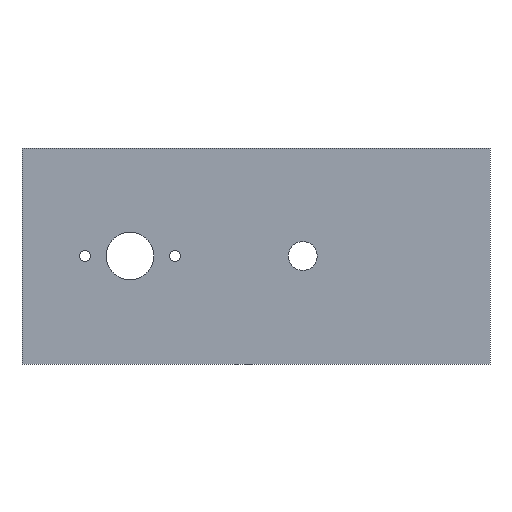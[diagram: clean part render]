
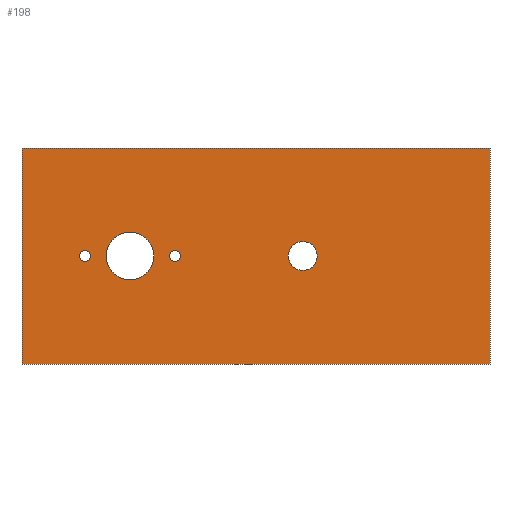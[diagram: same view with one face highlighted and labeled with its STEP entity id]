
A CAD part, left-side view. The second image highlights one B-rep face of the part: STEP entity #198.
In plain terms, the highlighted planar face has unit normal (-1, 0, 0).
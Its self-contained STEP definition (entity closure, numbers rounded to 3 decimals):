
#19=FACE_BOUND('',#53,.T.);
#20=FACE_BOUND('',#54,.T.);
#21=FACE_BOUND('',#55,.T.);
#22=FACE_BOUND('',#56,.T.);
#28=PLANE('',#230);
#38=FACE_OUTER_BOUND('',#52,.T.);
#52=EDGE_LOOP('',(#177,#178,#179,#180));
#53=EDGE_LOOP('',(#181));
#54=EDGE_LOOP('',(#182));
#55=EDGE_LOOP('',(#183));
#56=EDGE_LOOP('',(#184));
#63=LINE('',#317,#79);
#66=LINE('',#323,#82);
#69=LINE('',#329,#85);
#72=LINE('',#333,#88);
#79=VECTOR('',#265,10.);
#82=VECTOR('',#270,10.);
#85=VECTOR('',#275,10.);
#88=VECTOR('',#280,10.);
#89=CIRCLE('',#214,4.);
#91=CIRCLE('',#217,1.5);
#93=CIRCLE('',#220,6.6);
#95=CIRCLE('',#223,1.5);
#97=VERTEX_POINT('',#287);
#99=VERTEX_POINT('',#293);
#101=VERTEX_POINT('',#299);
#103=VERTEX_POINT('',#305);
#107=VERTEX_POINT('',#314);
#108=VERTEX_POINT('',#316);
#110=VERTEX_POINT('',#322);
#112=VERTEX_POINT('',#328);
#113=EDGE_CURVE('',#97,#97,#89,.T.);
#116=EDGE_CURVE('',#99,#99,#91,.T.);
#119=EDGE_CURVE('',#101,#101,#93,.T.);
#122=EDGE_CURVE('',#103,#103,#95,.T.);
#127=EDGE_CURVE('',#108,#107,#63,.T.);
#130=EDGE_CURVE('',#110,#108,#66,.T.);
#133=EDGE_CURVE('',#112,#110,#69,.T.);
#136=EDGE_CURVE('',#107,#112,#72,.T.);
#177=ORIENTED_EDGE('',*,*,#136,.T.);
#178=ORIENTED_EDGE('',*,*,#133,.T.);
#179=ORIENTED_EDGE('',*,*,#130,.T.);
#180=ORIENTED_EDGE('',*,*,#127,.T.);
#181=ORIENTED_EDGE('',*,*,#113,.T.);
#182=ORIENTED_EDGE('',*,*,#122,.T.);
#183=ORIENTED_EDGE('',*,*,#119,.T.);
#184=ORIENTED_EDGE('',*,*,#116,.T.);
#198=ADVANCED_FACE('',(#38,#19,#20,#21,#22),#28,.F.);
#214=AXIS2_PLACEMENT_3D('',#288,#235,#236);
#217=AXIS2_PLACEMENT_3D('',#294,#242,#243);
#220=AXIS2_PLACEMENT_3D('',#300,#249,#250);
#223=AXIS2_PLACEMENT_3D('',#306,#256,#257);
#230=AXIS2_PLACEMENT_3D('',#335,#283,#284);
#235=DIRECTION('center_axis',(1.,0.,0.));
#236=DIRECTION('ref_axis',(0.,-1.,0.));
#242=DIRECTION('center_axis',(1.,0.,0.));
#243=DIRECTION('ref_axis',(0.,1.,0.));
#249=DIRECTION('center_axis',(1.,0.,0.));
#250=DIRECTION('ref_axis',(0.,1.,0.));
#256=DIRECTION('center_axis',(1.,0.,0.));
#257=DIRECTION('ref_axis',(0.,1.,0.));
#265=DIRECTION('',(0.,1.,0.));
#270=DIRECTION('',(0.,0.,1.));
#275=DIRECTION('',(0.,-1.,0.));
#280=DIRECTION('',(0.,0.,-1.));
#283=DIRECTION('center_axis',(1.,0.,0.));
#284=DIRECTION('ref_axis',(0.,1.,0.));
#287=CARTESIAN_POINT('',(-4.,-44.,0.));
#288=CARTESIAN_POINT('Origin',(-4.,-48.,0.));
#293=CARTESIAN_POINT('',(-4.,11.,0.));
#294=CARTESIAN_POINT('Origin',(-4.,12.5,0.));
#299=CARTESIAN_POINT('',(-4.,-6.6,0.));
#300=CARTESIAN_POINT('Origin',(-4.,0.,0.));
#305=CARTESIAN_POINT('',(-4.,-14.,0.));
#306=CARTESIAN_POINT('Origin',(-4.,-12.5,0.));
#314=CARTESIAN_POINT('',(-4.,30.,30.));
#316=CARTESIAN_POINT('',(-4.,-100.,30.));
#317=CARTESIAN_POINT('',(-4.,30.,30.));
#322=CARTESIAN_POINT('',(-4.,-100.,-30.));
#323=CARTESIAN_POINT('',(-4.,-100.,30.));
#328=CARTESIAN_POINT('',(-4.,30.,-30.));
#329=CARTESIAN_POINT('',(-4.,-100.,-30.));
#333=CARTESIAN_POINT('',(-4.,30.,-30.));
#335=CARTESIAN_POINT('Origin',(-4.,-35.,0.));
